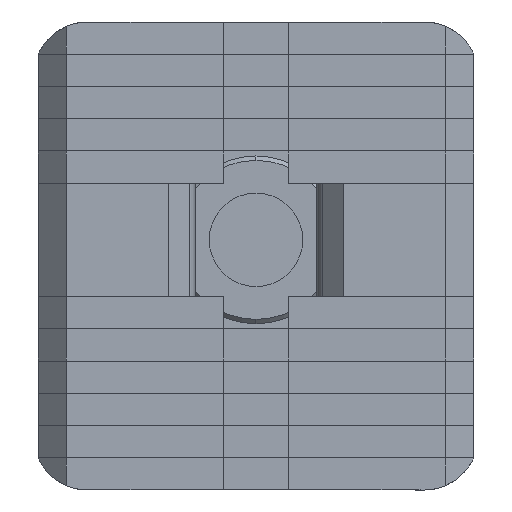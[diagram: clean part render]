
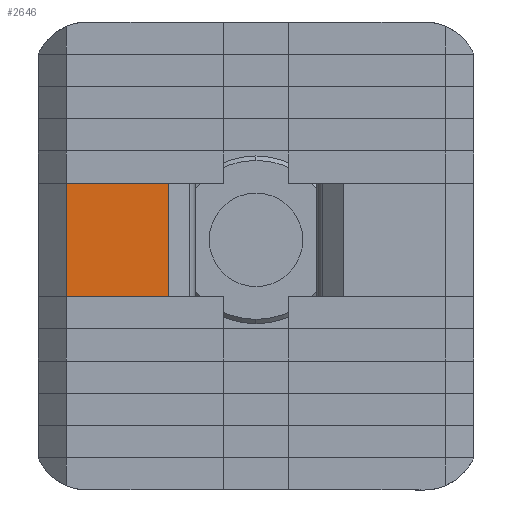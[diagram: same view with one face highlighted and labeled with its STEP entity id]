
A CAD part, front view. The second image highlights one B-rep face of the part: STEP entity #2646.
In plain terms, the highlighted planar face has unit normal (0, -1, 0).
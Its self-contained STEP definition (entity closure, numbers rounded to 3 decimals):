
#20 = ORIENTED_EDGE ( 'NONE', *, *, #1043, .T. ) ;
#162 = CARTESIAN_POINT ( 'NONE',  ( 2.6, -5.5, 0. ) ) ;
#204 = VECTOR ( 'NONE', #4131, 1000. ) ;
#261 = CARTESIAN_POINT ( 'NONE',  ( -2.6, -5.5, -8.7 ) ) ;
#681 = CARTESIAN_POINT ( 'NONE',  ( 2.6, -5.5, 0. ) ) ;
#767 = CARTESIAN_POINT ( 'NONE',  ( 2.6, -5.5, -8.7 ) ) ;
#785 = VERTEX_POINT ( 'NONE', #261 ) ;
#877 = LINE ( 'NONE', #2279, #1508 ) ;
#904 = PLANE ( 'NONE',  #1015 ) ;
#925 = DIRECTION ( 'NONE',  ( 1., 0., 0. ) ) ;
#1015 = AXIS2_PLACEMENT_3D ( 'NONE', #162, #4434, #2628 ) ;
#1043 = EDGE_CURVE ( 'NONE', #2227, #1202, #877, .T. ) ;
#1202 = VERTEX_POINT ( 'NONE', #2028 ) ;
#1245 = CARTESIAN_POINT ( 'NONE',  ( -2.6, -5.5, 0. ) ) ;
#1297 = VECTOR ( 'NONE', #2085, 1000. ) ;
#1313 = LINE ( 'NONE', #1245, #204 ) ;
#1508 = VECTOR ( 'NONE', #1618, 1000. ) ;
#1618 = DIRECTION ( 'NONE',  ( -1., 0., 0. ) ) ;
#1808 = LINE ( 'NONE', #681, #1297 ) ;
#1919 = FACE_OUTER_BOUND ( 'NONE', #2395, .T. ) ;
#2028 = CARTESIAN_POINT ( 'NONE',  ( -2.6, -5.5, -4. ) ) ;
#2085 = DIRECTION ( 'NONE',  ( 0., 0., 1. ) ) ;
#2227 = VERTEX_POINT ( 'NONE', #2685 ) ;
#2262 = LINE ( 'NONE', #3019, #2993 ) ;
#2279 = CARTESIAN_POINT ( 'NONE',  ( 2.6, -5.5, -4. ) ) ;
#2395 = EDGE_LOOP ( 'NONE', ( #2614, #2838, #2673, #20 ) ) ;
#2608 = EDGE_CURVE ( 'NONE', #785, #3228, #2262, .T. ) ;
#2614 = ORIENTED_EDGE ( 'NONE', *, *, #4383, .F. ) ;
#2628 = DIRECTION ( 'NONE',  ( 0., 0., -1. ) ) ;
#2646 = ADVANCED_FACE ( 'NONE', ( #1919 ), #904, .T. ) ;
#2673 = ORIENTED_EDGE ( 'NONE', *, *, #4082, .T. ) ;
#2685 = CARTESIAN_POINT ( 'NONE',  ( 2.6, -5.5, -4. ) ) ;
#2838 = ORIENTED_EDGE ( 'NONE', *, *, #2608, .T. ) ;
#2993 = VECTOR ( 'NONE', #925, 1000. ) ;
#3019 = CARTESIAN_POINT ( 'NONE',  ( 2.6, -5.5, -8.7 ) ) ;
#3228 = VERTEX_POINT ( 'NONE', #767 ) ;
#4082 = EDGE_CURVE ( 'NONE', #3228, #2227, #1808, .T. ) ;
#4131 = DIRECTION ( 'NONE',  ( 0., 0., 1. ) ) ;
#4383 = EDGE_CURVE ( 'NONE', #785, #1202, #1313, .T. ) ;
#4434 = DIRECTION ( 'NONE',  ( 0., -1., 0. ) ) ;
